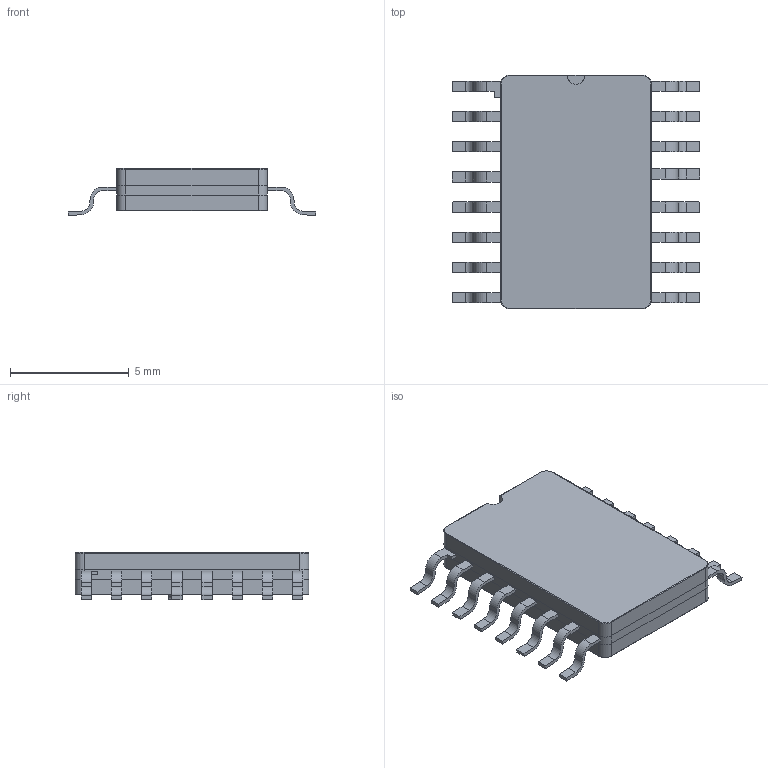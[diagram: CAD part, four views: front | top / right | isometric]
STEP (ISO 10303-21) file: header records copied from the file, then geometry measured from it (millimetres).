
FILE_DESCRIPTION((''),'2;1');
FILE_NAME('NAC0016A_ASM','2022-08-08T07:51:34',('a0412086'),(''),'CREO PARAMETRIC BY PTC INC, 2018500','CREO PARAMETRIC BY PTC INC, 2018500','');
FILE_SCHEMA(('CONFIG_CONTROL_DESIGN','SHAPE_APPEARANCE_LAYERS_GROUPS'));
Length unit declared in the file: inch
Products named in the file (6): BASE_NAC0016A; LID_NAC0016A; GLASS_NAC0016A; LEAD_NAC; LEAD1_NAC; NAC0016A_ASM
Assembly tree (19 placements, depth 2):
  NAC0016A_ASM
    BASE_NAC0016A
    LID_NAC0016A
    GLASS_NAC0016A
    LEAD_NAC  x15
    LEAD1_NAC
Bounding box: 10.43 x 9.83 x 1.98 mm (x, y, z)
Volume: 104.1 mm3; surface area: 487.3 mm2
Topology: 19 solids, 19 shells, 293 faces, 743 edges, 490 vertices
Faces by surface type: plane 191, cylinder 86, torus 8, cone 8
Entity records: 3929 total; most frequent: DIRECTION 563, CARTESIAN_POINT 527, ORIENTED_EDGE 478, PRESENTATION_STYLE_ASSIGNMENT 244, STYLED_ITEM 244, CURVE_STYLE 239, EDGE_CURVE 239, AXIS2_PLACEMENT_3D 204
